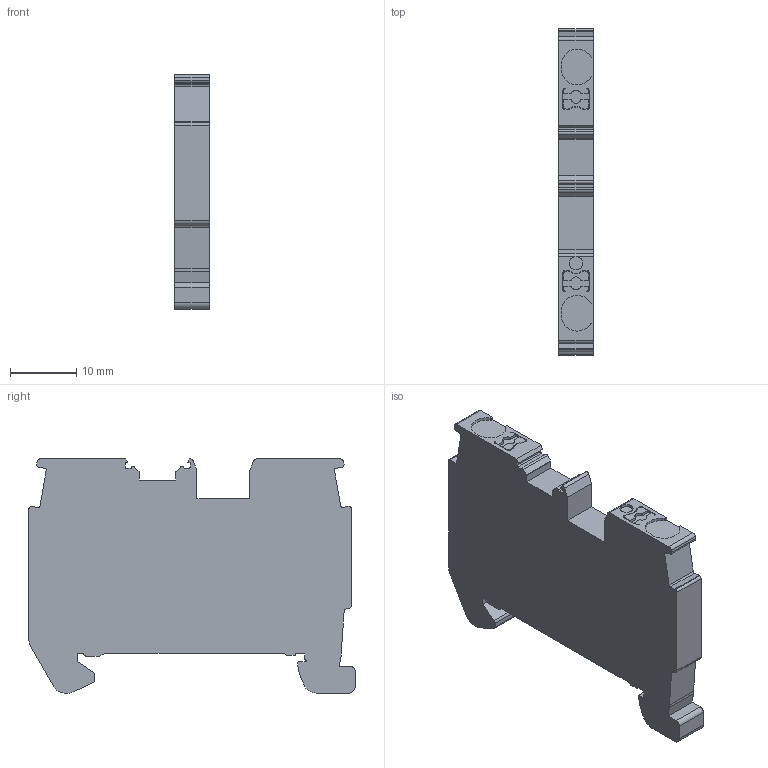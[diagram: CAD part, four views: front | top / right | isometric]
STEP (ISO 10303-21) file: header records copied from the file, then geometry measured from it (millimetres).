
FILE_DESCRIPTION( ( 'STEP AP214' ), '1' );
FILE_NAME( 'DPT2.5-PE-20190605.stp', '2022-12-15T09:56:02', ( ' ' ), ( ' ' ), 'XStep 1.0', ' ', ' ' );
FILE_SCHEMA( ( 'CONFIG_CONTROL_DESIGN) ( )' ) );
Length unit declared in the file: metre
Bounding box: 5.15 x 49.3 x 35.4 mm (x, y, z)
Volume: 7198.5 mm3; surface area: 3891.2 mm2
Topology: 1 solids, 1 shells, 192 faces, 557 edges, 371 vertices
Faces by surface type: plane 107, cylinder 85
Full cylindrical faces by diameter (mm): 2 x1
Entity records: 7901 total; most frequent: CARTESIAN_POINT 1118, DIRECTION 1111, ORIENTED_EDGE 1110, EDGE_CURVE 555, LINE 385, VECTOR 385, VERTEX_POINT 370, AXIS2_PLACEMENT_3D 363
